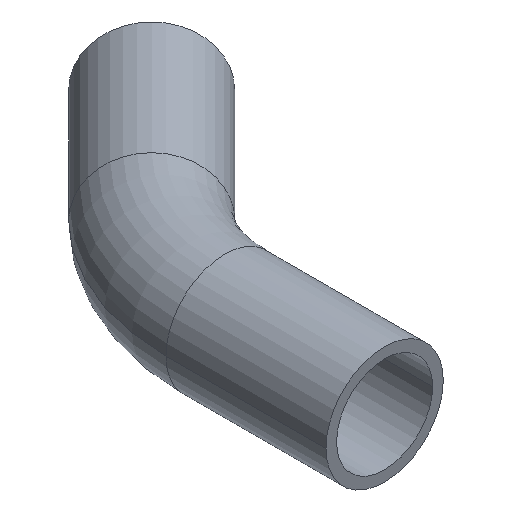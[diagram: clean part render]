
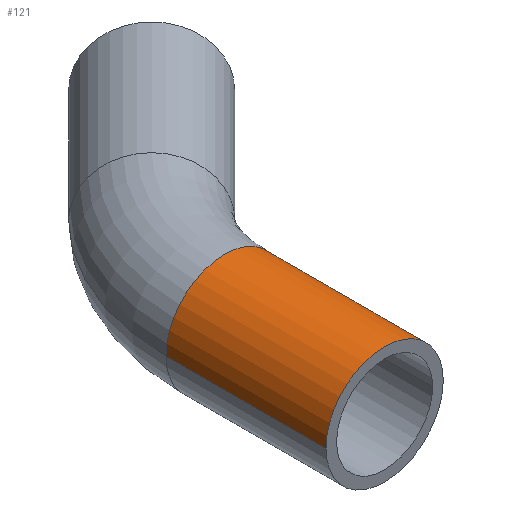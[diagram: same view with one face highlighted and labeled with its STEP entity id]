
A CAD part, isometric view. The second image highlights one B-rep face of the part: STEP entity #121.
In plain terms, the highlighted cylindrical face has radius 55 mm (diameter 110 mm), a partial arc.
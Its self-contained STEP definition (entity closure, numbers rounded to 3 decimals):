
#105 = EDGE_CURVE( '', #117, #175, #240, .T. );
#107 = EDGE_CURVE( '', #117, #145, #242, .T. );
#109 = VERTEX_POINT( '', #244 );
#117 = VERTEX_POINT( '', #253 );
#119 = EDGE_CURVE( '', #175, #109, #255, .T. );
#121 = ADVANCED_FACE( '', ( #257 ), #258, .T. );
#133 = EDGE_CURVE( '', #109, #145, #273, .T. );
#145 = VERTEX_POINT( '', #286 );
#175 = VERTEX_POINT( '', #322 );
#240 = LINE( '', #386, #387 );
#242 = CIRCLE( '', #390, 55. );
#244 = CARTESIAN_POINT( '', ( -55., 150., 0. ) );
#253 = CARTESIAN_POINT( '', ( 55., 0., 0. ) );
#255 = CIRCLE( '', #407, 55. );
#257 = FACE_OUTER_BOUND( '', #409, .T. );
#258 = CYLINDRICAL_SURFACE( '', #410, 55. );
#273 = LINE( '', #428, #429 );
#286 = CARTESIAN_POINT( '', ( -55., 0., 0. ) );
#322 = CARTESIAN_POINT( '', ( 55., 150., 0. ) );
#386 = CARTESIAN_POINT( '', ( 55., 75., 0. ) );
#387 = VECTOR( '', #543, 1. );
#390 = AXIS2_PLACEMENT_3D( '', #544, #545, #546 );
#407 = AXIS2_PLACEMENT_3D( '', #559, #560, #561 );
#409 = EDGE_LOOP( '', ( #563, #564, #565, #566 ) );
#410 = AXIS2_PLACEMENT_3D( '', #567, #568, #569 );
#428 = CARTESIAN_POINT( '', ( -55., 75., 0. ) );
#429 = VECTOR( '', #592, 1. );
#543 = DIRECTION( '', ( 0., 1., 0. ) );
#544 = CARTESIAN_POINT( '', ( 0., 0., 0. ) );
#545 = DIRECTION( '', ( 0., -1., 0. ) );
#546 = DIRECTION( '', ( -1., 0., 0. ) );
#559 = CARTESIAN_POINT( '', ( 0., 150., 0. ) );
#560 = DIRECTION( '', ( 0., -1., 0. ) );
#561 = DIRECTION( '', ( -1., 0., 0. ) );
#563 = ORIENTED_EDGE( '', *, *, #133, .T. );
#564 = ORIENTED_EDGE( '', *, *, #107, .F. );
#565 = ORIENTED_EDGE( '', *, *, #105, .T. );
#566 = ORIENTED_EDGE( '', *, *, #119, .T. );
#567 = CARTESIAN_POINT( '', ( 0., 75., 0. ) );
#568 = DIRECTION( '', ( 0., 1., 0. ) );
#569 = DIRECTION( '', ( -1., 0., 0. ) );
#592 = DIRECTION( '', ( 0., -1., 0. ) );
